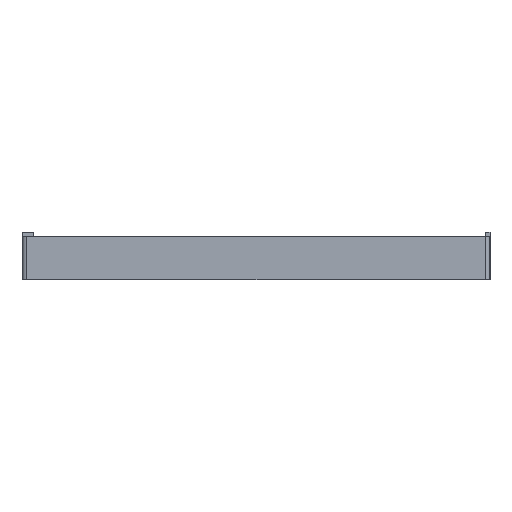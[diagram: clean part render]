
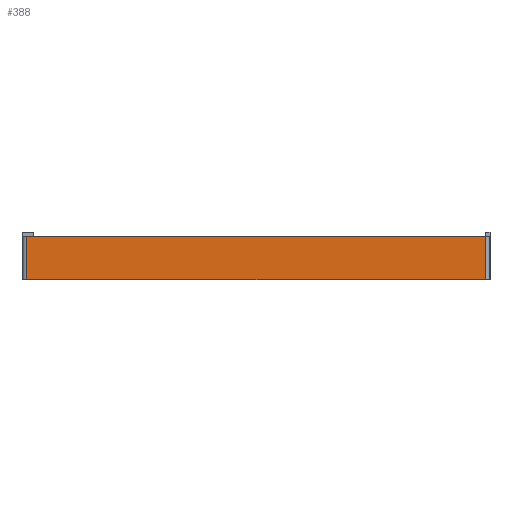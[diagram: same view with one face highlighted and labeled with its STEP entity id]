
A CAD part, left-side view. The second image highlights one B-rep face of the part: STEP entity #388.
In plain terms, the highlighted planar face has unit normal (-1, 0, 0).
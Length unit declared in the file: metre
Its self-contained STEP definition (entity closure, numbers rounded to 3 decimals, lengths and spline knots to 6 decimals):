
#388 = ADVANCED_FACE( '', ( #936 ), #937, .T. );
#936 = FACE_OUTER_BOUND( '', #1647, .T. );
#937 = PLANE( '', #1648 );
#1647 = EDGE_LOOP( '', ( #2905, #2906, #2907, #2908 ) );
#1648 = AXIS2_PLACEMENT_3D( '', #2909, #2910, #2911 );
#2905 = ORIENTED_EDGE( '', *, *, #4441, .T. );
#2906 = ORIENTED_EDGE( '', *, *, #4452, .T. );
#2907 = ORIENTED_EDGE( '', *, *, #4567, .T. );
#2908 = ORIENTED_EDGE( '', *, *, #4568, .F. );
#2909 = CARTESIAN_POINT( '', ( -0.162285, 0.049743, 0.662986 ) );
#2910 = DIRECTION( '', ( -1., 0., 0. ) );
#2911 = DIRECTION( '', ( 0., 0., -1. ) );
#4441 = EDGE_CURVE( '', #5490, #5488, #5491, .T. );
#4452 = EDGE_CURVE( '', #5488, #5506, #5508, .T. );
#4567 = EDGE_CURVE( '', #5506, #5684, #5685, .T. );
#4568 = EDGE_CURVE( '', #5490, #5684, #5686, .T. );
#5488 = VERTEX_POINT( '', #6862 );
#5490 = VERTEX_POINT( '', #6864 );
#5491 = LINE( '', #6865, #6866 );
#5506 = VERTEX_POINT( '', #6887 );
#5508 = LINE( '', #6889, #6890 );
#5684 = VERTEX_POINT( '', #7130 );
#5685 = LINE( '', #7131, #7132 );
#5686 = LINE( '', #7133, #7134 );
#6862 = CARTESIAN_POINT( '', ( -0.162285, 0.099485, -0.0075 ) );
#6864 = CARTESIAN_POINT( '', ( -0.162285, -0.099485, -0.0075 ) );
#6865 = CARTESIAN_POINT( '', ( -0.162285, 0.049743, -0.0075 ) );
#6866 = VECTOR( '', #8167, 1. );
#6887 = CARTESIAN_POINT( '', ( -0.162285, 0.099485, -0.02617 ) );
#6889 = CARTESIAN_POINT( '', ( -0.162285, 0.099485, 0.662986 ) );
#6890 = VECTOR( '', #8180, 1. );
#7130 = CARTESIAN_POINT( '', ( -0.162285, -0.099485, -0.02617 ) );
#7131 = CARTESIAN_POINT( '', ( -0.162285, 0.049743, -0.02617 ) );
#7132 = VECTOR( '', #8335, 1. );
#7133 = CARTESIAN_POINT( '', ( -0.162285, -0.099485, 0.662986 ) );
#7134 = VECTOR( '', #8336, 1. );
#8167 = DIRECTION( '', ( 0., 1., 0. ) );
#8180 = DIRECTION( '', ( 0., 0., -1. ) );
#8335 = DIRECTION( '', ( 0., -1., 0. ) );
#8336 = DIRECTION( '', ( 0., 0., -1. ) );
